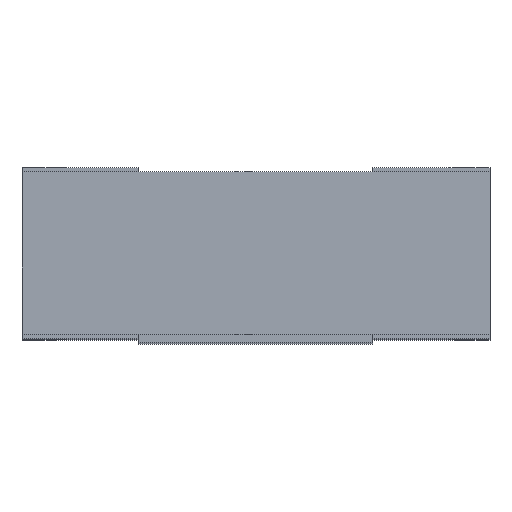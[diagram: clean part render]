
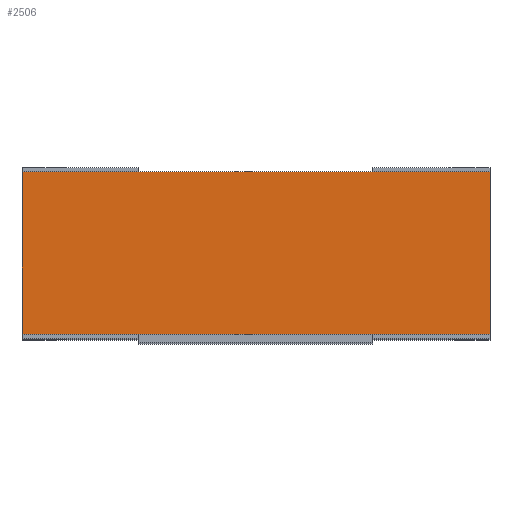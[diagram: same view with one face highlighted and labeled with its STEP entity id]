
A CAD part, top view. The second image highlights one B-rep face of the part: STEP entity #2506.
In plain terms, the highlighted planar face has unit normal (0, 0, 1).
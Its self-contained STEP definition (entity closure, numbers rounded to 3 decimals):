
#853=DIRECTION('',(0.,-1.,0.));
#854=VECTOR('',#853,0.555);
#855=CARTESIAN_POINT('',(-0.8,0.278,3.2));
#856=LINE('',#855,#854);
#857=DIRECTION('',(-1.,0.,0.));
#858=VECTOR('',#857,1.6);
#859=CARTESIAN_POINT('',(0.8,0.278,3.2));
#860=LINE('',#859,#858);
#861=DIRECTION('',(0.,1.,0.));
#862=VECTOR('',#861,0.555);
#863=CARTESIAN_POINT('',(0.8,-0.278,3.2));
#864=LINE('',#863,#862);
#865=DIRECTION('',(1.,0.,0.));
#866=VECTOR('',#865,1.6);
#867=CARTESIAN_POINT('',(-0.8,-0.278,3.2));
#868=LINE('',#867,#866);
#1081=CARTESIAN_POINT('',(-0.8,0.278,3.2));
#1082=CARTESIAN_POINT('',(-0.8,-0.278,3.2));
#1083=VERTEX_POINT('',#1081);
#1084=VERTEX_POINT('',#1082);
#1085=CARTESIAN_POINT('',(0.8,-0.278,3.2));
#1086=VERTEX_POINT('',#1085);
#1087=CARTESIAN_POINT('',(0.8,0.278,3.2));
#1088=VERTEX_POINT('',#1087);
#2495=CARTESIAN_POINT('',(0.,0.,3.2));
#2496=DIRECTION('',(0.,0.,1.));
#2497=DIRECTION('',(1.,0.,0.));
#2498=AXIS2_PLACEMENT_3D('',#2495,#2496,#2497);
#2499=PLANE('',#2498);
#2500=ORIENTED_EDGE('',*,*,#1550,.F.);
#2501=ORIENTED_EDGE('',*,*,#2349,.F.);
#2502=ORIENTED_EDGE('',*,*,#2125,.F.);
#2503=ORIENTED_EDGE('',*,*,#1836,.F.);
#2504=EDGE_LOOP('',(#2500,#2501,#2502,#2503));
#2505=FACE_OUTER_BOUND('',#2504,.F.);
#1550=EDGE_CURVE('',#1083,#1084,#856,.T.);
#1836=EDGE_CURVE('',#1084,#1086,#868,.T.);
#2125=EDGE_CURVE('',#1086,#1088,#864,.T.);
#2349=EDGE_CURVE('',#1088,#1083,#860,.T.);
#2506=ADVANCED_FACE('',(#2505),#2499,.T.);
